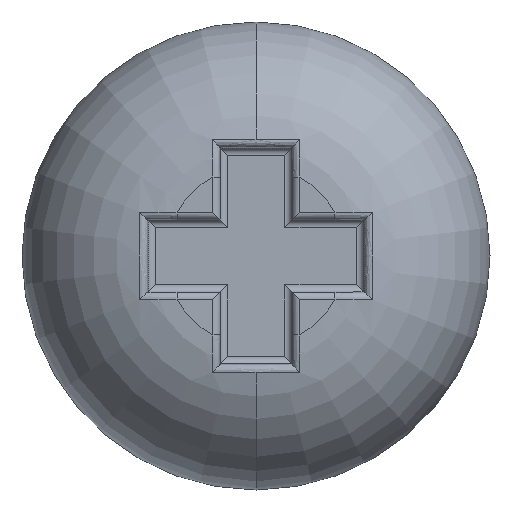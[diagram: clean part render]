
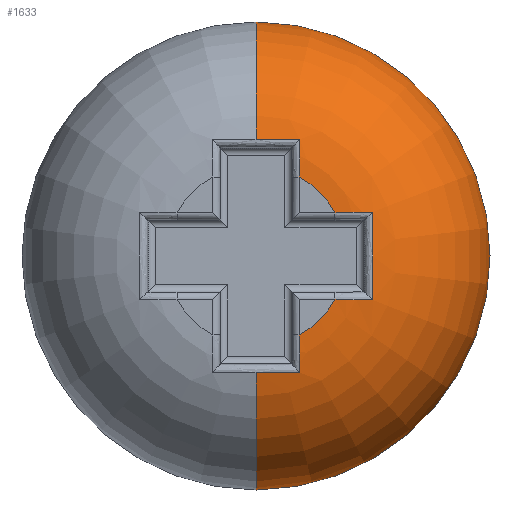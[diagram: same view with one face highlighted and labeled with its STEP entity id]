
A CAD part, front view. The second image highlights one B-rep face of the part: STEP entity #1633.
In plain terms, the highlighted toroidal (fillet/blend) face has major radius 1.25 mm and minor radius 2 mm.
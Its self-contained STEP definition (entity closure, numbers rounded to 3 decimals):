
#37 = CARTESIAN_POINT ( 'NONE',  ( 0., 2., 0. ) ) ;
#56 = VERTEX_POINT ( 'NONE', #159 ) ;
#66 = EDGE_CURVE ( 'NONE', #1246, #1559, #1485, .T. ) ;
#89 = VERTEX_POINT ( 'NONE', #889 ) ;
#159 = CARTESIAN_POINT ( 'NONE',  ( 0., 0.034, 1.618 ) ) ;
#160 = EDGE_CURVE ( 'NONE', #89, #1559, #1524, .T. ) ;
#170 = CARTESIAN_POINT ( 'NONE',  ( 0.6, 0., -1.097 ) ) ;
#186 = B_SPLINE_CURVE_WITH_KNOTS ( 'NONE', 3,
 ( #654, #1414, #1251, #1130 ),
 .UNSPECIFIED., .F., .F.,
 ( 4, 4 ),
 ( 0., 0.001 ),
 .UNSPECIFIED. ) ;
#196 = DIRECTION ( 'NONE',  ( 0., 0., 1. ) ) ;
#212 = CARTESIAN_POINT ( 'NONE',  ( 0., 2., -1.25 ) ) ;
#257 = ORIENTED_EDGE ( 'NONE', *, *, #66, .T. ) ;
#262 = CARTESIAN_POINT ( 'NONE',  ( 0.608, 0.059, 1.623 ) ) ;
#284 = CARTESIAN_POINT ( 'NONE',  ( 1.623, 0.059, -0.608 ) ) ;
#292 = VERTEX_POINT ( 'NONE', #1228 ) ;
#342 = B_SPLINE_CURVE_WITH_KNOTS ( 'NONE', 3,
 ( #1399, #1085, #673, #262 ),
 .UNSPECIFIED., .F., .F.,
 ( 4, 4 ),
 ( 0.001, 0.001 ),
 .UNSPECIFIED. ) ;
#368 = ORIENTED_EDGE ( 'NONE', *, *, #1697, .T. ) ;
#369 = CARTESIAN_POINT ( 'NONE',  ( 1.45, 0.019, -0.606 ) ) ;
#376 = ORIENTED_EDGE ( 'NONE', *, *, #1759, .T. ) ;
#386 = B_SPLINE_CURVE_WITH_KNOTS ( 'NONE', 3,
 ( #1820, #369, #1651, #790 ),
 .UNSPECIFIED., .F., .F.,
 ( 4, 4 ),
 ( 0., 0.001 ),
 .UNSPECIFIED. ) ;
#387 = ORIENTED_EDGE ( 'NONE', *, *, #1332, .T. ) ;
#423 = CARTESIAN_POINT ( 'NONE',  ( 1.618, 0.034, -0.203 ) ) ;
#432 = AXIS2_PLACEMENT_3D ( 'NONE', #212, #775, #884 ) ;
#469 = CARTESIAN_POINT ( 'NONE',  ( 0.608, 0.059, 1.623 ) ) ;
#479 = VERTEX_POINT ( 'NONE', #632 ) ;
#500 = CARTESIAN_POINT ( 'NONE',  ( 0., 2., 0. ) ) ;
#513 = CIRCLE ( 'NONE', #432, 2. ) ;
#520 = AXIS2_PLACEMENT_3D ( 'NONE', #950, #1263, #1123 ) ;
#523 = CARTESIAN_POINT ( 'NONE',  ( 0., 2., 3.25 ) ) ;
#533 = CARTESIAN_POINT ( 'NONE',  ( 1.623, 0.059, 0.608 ) ) ;
#553 = VERTEX_POINT ( 'NONE', #554 ) ;
#554 = CARTESIAN_POINT ( 'NONE',  ( 0., 2., -3.25 ) ) ;
#576 = CARTESIAN_POINT ( 'NONE',  ( 0.608, 0.059, 1.623 ) ) ;
#608 = CARTESIAN_POINT ( 'NONE',  ( 0.606, 0.019, -1.45 ) ) ;
#617 = DIRECTION ( 'NONE',  ( 0., 1., 0. ) ) ;
#632 = CARTESIAN_POINT ( 'NONE',  ( 0.608, 0.059, -1.623 ) ) ;
#640 = EDGE_CURVE ( 'NONE', #1122, #1033, #801, .T. ) ;
#644 = CARTESIAN_POINT ( 'NONE',  ( 1.623, 0.059, 0.608 ) ) ;
#654 = CARTESIAN_POINT ( 'NONE',  ( 1.097, 0., 0.6 ) ) ;
#659 = ORIENTED_EDGE ( 'NONE', *, *, #1189, .T. ) ;
#673 = CARTESIAN_POINT ( 'NONE',  ( 0.406, 0.041, 1.62 ) ) ;
#676 = AXIS2_PLACEMENT_3D ( 'NONE', #1689, #1098, #1238 ) ;
#701 = ORIENTED_EDGE ( 'NONE', *, *, #160, .F. ) ;
#720 = CARTESIAN_POINT ( 'NONE',  ( 0., 0.034, -1.618 ) ) ;
#741 = CARTESIAN_POINT ( 'NONE',  ( 0.608, 0.059, -1.623 ) ) ;
#750 = CIRCLE ( 'NONE', #520, 2. ) ;
#767 = DIRECTION ( 'NONE',  ( 0., 0., 1. ) ) ;
#768 = EDGE_CURVE ( 'NONE', #292, #1679, #1569, .T. ) ;
#775 = DIRECTION ( 'NONE',  ( 1., 0., 0. ) ) ;
#790 = CARTESIAN_POINT ( 'NONE',  ( 1.097, 0., -0.6 ) ) ;
#801 = B_SPLINE_CURVE_WITH_KNOTS ( 'NONE', 3,
 ( #533, #1842, #1872, #423, #1582, #284 ),
 .UNSPECIFIED., .F., .F.,
 ( 4, 2, 4 ),
 ( 0., 0.001, 0.001 ),
 .UNSPECIFIED. ) ;
#805 = EDGE_CURVE ( 'NONE', #1033, #1679, #386, .T. ) ;
#823 = ORIENTED_EDGE ( 'NONE', *, *, #1448, .F. ) ;
#849 = EDGE_CURVE ( 'NONE', #1739, #553, #1015, .T. ) ;
#884 = DIRECTION ( 'NONE',  ( 0., 0., -1. ) ) ;
#889 = CARTESIAN_POINT ( 'NONE',  ( 1.097, 0., 0.6 ) ) ;
#950 = CARTESIAN_POINT ( 'NONE',  ( 0., 2., 1.25 ) ) ;
#991 = CARTESIAN_POINT ( 'NONE',  ( 0.406, 0.041, -1.62 ) ) ;
#1015 = CIRCLE ( 'NONE', #1507, 3.25 ) ;
#1028 = CARTESIAN_POINT ( 'NONE',  ( 0.606, 0.019, 1.45 ) ) ;
#1033 = VERTEX_POINT ( 'NONE', #1738 ) ;
#1037 = CARTESIAN_POINT ( 'NONE',  ( 0.6, 0., 1.097 ) ) ;
#1059 = CARTESIAN_POINT ( 'NONE',  ( 1.097, 0., -0.6 ) ) ;
#1074 = TOROIDAL_SURFACE ( 'NONE', #1223, 1.25, 2. ) ;
#1085 = CARTESIAN_POINT ( 'NONE',  ( 0.203, 0.034, 1.618 ) ) ;
#1098 = DIRECTION ( 'NONE',  ( 0., -1., 0. ) ) ;
#1105 = ORIENTED_EDGE ( 'NONE', *, *, #1367, .T. ) ;
#1122 = VERTEX_POINT ( 'NONE', #644 ) ;
#1123 = DIRECTION ( 'NONE',  ( 0., 0., 1. ) ) ;
#1130 = CARTESIAN_POINT ( 'NONE',  ( 1.623, 0.059, 0.608 ) ) ;
#1135 = DIRECTION ( 'NONE',  ( 0., 1., 0. ) ) ;
#1150 = CARTESIAN_POINT ( 'NONE',  ( 0.6, 0., 1.097 ) ) ;
#1165 = CARTESIAN_POINT ( 'NONE',  ( 0.608, 0.059, -1.623 ) ) ;
#1181 = B_SPLINE_CURVE_WITH_KNOTS ( 'NONE', 3,
 ( #170, #1320, #608, #741 ),
 .UNSPECIFIED., .F., .F.,
 ( 4, 4 ),
 ( 0., 0.001 ),
 .UNSPECIFIED. ) ;
#1189 = EDGE_CURVE ( 'NONE', #89, #1122, #186, .T. ) ;
#1206 = CARTESIAN_POINT ( 'NONE',  ( 0.604, 0., 1.274 ) ) ;
#1209 = FACE_OUTER_BOUND ( 'NONE', #1355, .T. ) ;
#1222 = DIRECTION ( 'NONE',  ( 0., -1., 0. ) ) ;
#1223 = AXIS2_PLACEMENT_3D ( 'NONE', #37, #617, #767 ) ;
#1228 = CARTESIAN_POINT ( 'NONE',  ( 0.6, 0., -1.097 ) ) ;
#1238 = DIRECTION ( 'NONE',  ( 0., 0., 1. ) ) ;
#1246 = VERTEX_POINT ( 'NONE', #576 ) ;
#1251 = CARTESIAN_POINT ( 'NONE',  ( 1.45, 0.019, 0.606 ) ) ;
#1252 = ORIENTED_EDGE ( 'NONE', *, *, #849, .F. ) ;
#1263 = DIRECTION ( 'NONE',  ( -1., 0., 0. ) ) ;
#1273 = VERTEX_POINT ( 'NONE', #1444 ) ;
#1289 = CARTESIAN_POINT ( 'NONE',  ( 0.203, 0.034, -1.618 ) ) ;
#1320 = CARTESIAN_POINT ( 'NONE',  ( 0.604, 0., -1.274 ) ) ;
#1332 = EDGE_CURVE ( 'NONE', #479, #1273, #1528, .T. ) ;
#1355 = EDGE_LOOP ( 'NONE', ( #387, #368, #1252, #823, #376, #257, #701, #659, #1642, #1725, #1366, #1105 ) ) ;
#1366 = ORIENTED_EDGE ( 'NONE', *, *, #768, .F. ) ;
#1367 = EDGE_CURVE ( 'NONE', #292, #479, #1181, .T. ) ;
#1399 = CARTESIAN_POINT ( 'NONE',  ( 0., 0.034, 1.618 ) ) ;
#1414 = CARTESIAN_POINT ( 'NONE',  ( 1.274, 0., 0.604 ) ) ;
#1428 = DIRECTION ( 'NONE',  ( 0., 0., 1. ) ) ;
#1444 = CARTESIAN_POINT ( 'NONE',  ( 0., 0.034, -1.618 ) ) ;
#1448 = EDGE_CURVE ( 'NONE', #56, #1739, #750, .T. ) ;
#1485 = B_SPLINE_CURVE_WITH_KNOTS ( 'NONE', 3,
 ( #469, #1028, #1206, #1037 ),
 .UNSPECIFIED., .F., .F.,
 ( 4, 4 ),
 ( 0., 0.001 ),
 .UNSPECIFIED. ) ;
#1507 = AXIS2_PLACEMENT_3D ( 'NONE', #500, #1135, #1428 ) ;
#1524 = CIRCLE ( 'NONE', #676, 1.25 ) ;
#1528 = B_SPLINE_CURVE_WITH_KNOTS ( 'NONE', 3,
 ( #1165, #991, #1289, #720 ),
 .UNSPECIFIED., .F., .F.,
 ( 4, 4 ),
 ( 0., 0.001 ),
 .UNSPECIFIED. ) ;
#1559 = VERTEX_POINT ( 'NONE', #1150 ) ;
#1569 = CIRCLE ( 'NONE', #1814, 1.25 ) ;
#1582 = CARTESIAN_POINT ( 'NONE',  ( 1.62, 0.041, -0.406 ) ) ;
#1633 = ADVANCED_FACE ( 'NONE', ( #1209 ), #1074, .T. ) ;
#1642 = ORIENTED_EDGE ( 'NONE', *, *, #640, .T. ) ;
#1651 = CARTESIAN_POINT ( 'NONE',  ( 1.274, 0., -0.604 ) ) ;
#1679 = VERTEX_POINT ( 'NONE', #1059 ) ;
#1689 = CARTESIAN_POINT ( 'NONE',  ( 0., 0., 0. ) ) ;
#1697 = EDGE_CURVE ( 'NONE', #1273, #553, #513, .T. ) ;
#1725 = ORIENTED_EDGE ( 'NONE', *, *, #805, .T. ) ;
#1738 = CARTESIAN_POINT ( 'NONE',  ( 1.623, 0.059, -0.608 ) ) ;
#1739 = VERTEX_POINT ( 'NONE', #523 ) ;
#1759 = EDGE_CURVE ( 'NONE', #56, #1246, #342, .T. ) ;
#1792 = CARTESIAN_POINT ( 'NONE',  ( 0., 0., 0. ) ) ;
#1814 = AXIS2_PLACEMENT_3D ( 'NONE', #1792, #1222, #196 ) ;
#1820 = CARTESIAN_POINT ( 'NONE',  ( 1.623, 0.059, -0.608 ) ) ;
#1842 = CARTESIAN_POINT ( 'NONE',  ( 1.62, 0.041, 0.406 ) ) ;
#1872 = CARTESIAN_POINT ( 'NONE',  ( 1.618, 0.034, 0.203 ) ) ;
